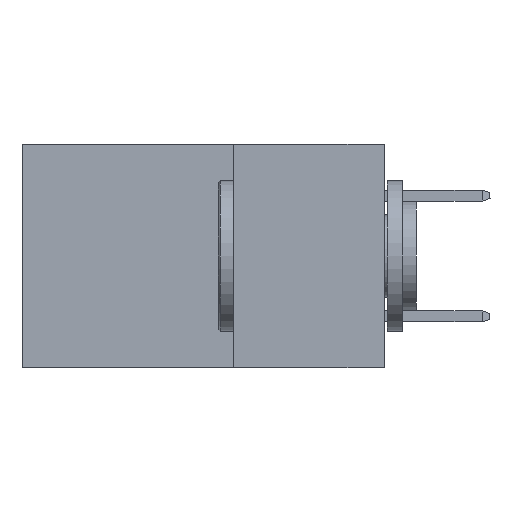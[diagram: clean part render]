
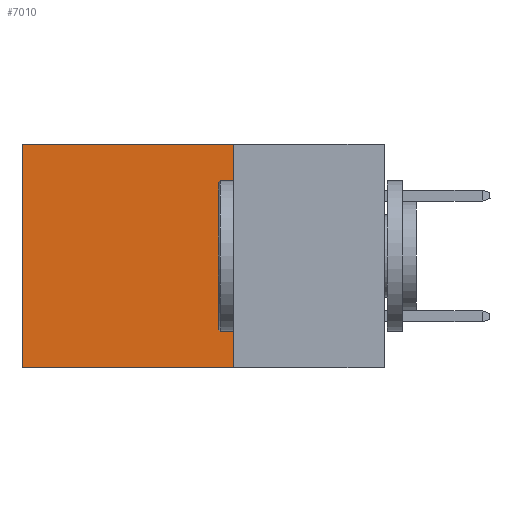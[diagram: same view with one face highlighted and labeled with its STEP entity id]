
A CAD part, left-side view. The second image highlights one B-rep face of the part: STEP entity #7010.
In plain terms, the highlighted planar face has unit normal (-1, 0, 0).
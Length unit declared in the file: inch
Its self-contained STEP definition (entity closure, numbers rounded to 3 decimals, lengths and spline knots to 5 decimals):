
#482 = ORIENTED_EDGE ( 'NONE', *, *, #11769, .T. ) ;
#860 = LINE ( 'NONE', #25425, #6996 ) ;
#1328 = DIRECTION ( 'NONE',  ( 0., 0., -1. ) ) ;
#1649 = CARTESIAN_POINT ( 'NONE',  ( 0.298, 0.6, 0. ) ) ;
#2282 = PLANE ( 'NONE',  #16329 ) ;
#2314 = CARTESIAN_POINT ( 'NONE',  ( 0.298, 0.25, 0. ) ) ;
#3285 = LINE ( 'NONE', #17242, #20773 ) ;
#4606 = VERTEX_POINT ( 'NONE', #11224 ) ;
#6996 = VECTOR ( 'NONE', #11804, 39.37008 ) ;
#7010 = ADVANCED_FACE ( 'NONE', ( #13649 ), #2282, .F. ) ;
#8126 = EDGE_CURVE ( 'NONE', #22139, #4606, #17442, .T. ) ;
#8868 = VECTOR ( 'NONE', #23603, 39.37008 ) ;
#9007 = DIRECTION ( 'NONE',  ( 0., 0., -1. ) ) ;
#11224 = CARTESIAN_POINT ( 'NONE',  ( 0.298, 0.25, -0.37 ) ) ;
#11368 = ORIENTED_EDGE ( 'NONE', *, *, #25632, .T. ) ;
#11769 = EDGE_CURVE ( 'NONE', #28940, #25254, #3285, .T. ) ;
#11804 = DIRECTION ( 'NONE',  ( 0., 1., 0. ) ) ;
#12769 = CARTESIAN_POINT ( 'NONE',  ( 0.298, 0.6, -0.37 ) ) ;
#13649 = FACE_OUTER_BOUND ( 'NONE', #21174, .T. ) ;
#14357 = EDGE_CURVE ( 'NONE', #4606, #25254, #860, .T. ) ;
#14580 = ORIENTED_EDGE ( 'NONE', *, *, #8126, .F. ) ;
#16329 = AXIS2_PLACEMENT_3D ( 'NONE', #2314, #20242, #20551 ) ;
#17242 = CARTESIAN_POINT ( 'NONE',  ( 0.298, 0.6, 0. ) ) ;
#17442 = LINE ( 'NONE', #20379, #22708 ) ;
#19573 = CARTESIAN_POINT ( 'NONE',  ( 0.298, 0.25, 0. ) ) ;
#20242 = DIRECTION ( 'NONE',  ( 1., 0., 0. ) ) ;
#20379 = CARTESIAN_POINT ( 'NONE',  ( 0.298, 0.25, 0. ) ) ;
#20551 = DIRECTION ( 'NONE',  ( 0., 0., -1. ) ) ;
#20773 = VECTOR ( 'NONE', #1328, 39.37008 ) ;
#20978 = LINE ( 'NONE', #21316, #8868 ) ;
#21174 = EDGE_LOOP ( 'NONE', ( #482, #21255, #14580, #11368 ) ) ;
#21255 = ORIENTED_EDGE ( 'NONE', *, *, #14357, .F. ) ;
#21316 = CARTESIAN_POINT ( 'NONE',  ( 0.298, 0.25, 0. ) ) ;
#22139 = VERTEX_POINT ( 'NONE', #19573 ) ;
#22708 = VECTOR ( 'NONE', #9007, 39.37008 ) ;
#23603 = DIRECTION ( 'NONE',  ( 0., 1., 0. ) ) ;
#25254 = VERTEX_POINT ( 'NONE', #12769 ) ;
#25425 = CARTESIAN_POINT ( 'NONE',  ( 0.298, 0.25, -0.37 ) ) ;
#25632 = EDGE_CURVE ( 'NONE', #22139, #28940, #20978, .T. ) ;
#28940 = VERTEX_POINT ( 'NONE', #1649 ) ;
